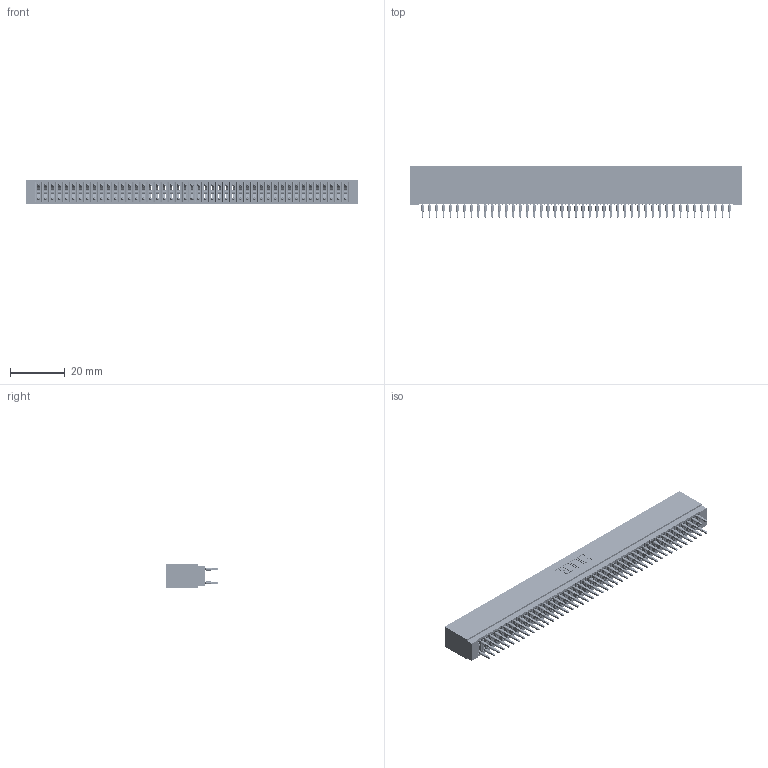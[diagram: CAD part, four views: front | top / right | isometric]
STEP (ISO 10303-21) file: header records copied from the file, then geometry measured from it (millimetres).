
FILE_DESCRIPTION (( 'STEP AP203' ), '1' );
FILE_NAME ('725-090-520-201.STEP', '2026-02-24T19:26:34', ( '' ), ( '' ), 'SwSTEP 2.0', 'SolidWorks 2023', '' );
FILE_SCHEMA (( 'CONFIG_CONTROL_DESIGN' ));
Length unit declared in the file: millimetre
Products named in the file (3): 725-090-520-201; 725 Part_Insulator Option - 01; 745-292-001_520
Assembly tree (91 placements, depth 2):
  725-090-520-201
    725 Part_Insulator Option - 01
    745-292-001_520  x90
Bounding box: 120.9 x 18.8 x 8.89 mm (x, y, z)
Volume: 9476.9 mm3; surface area: 19564.8 mm2
Topology: 91 solids, 91 shells, 8150 faces, 21899 edges, 13758 vertices
Faces by surface type: plane 4195, bspline 1800, cylinder 1615, torus 540
Entity records: 75313 total; most frequent: CARTESIAN_POINT 13563, ORIENTED_EDGE 13004, DIRECTION 11360, EDGE_CURVE 6502, LINE 6050, VECTOR 6050, VERTEX_POINT 4146, AXIS2_PLACEMENT_3D 2655
